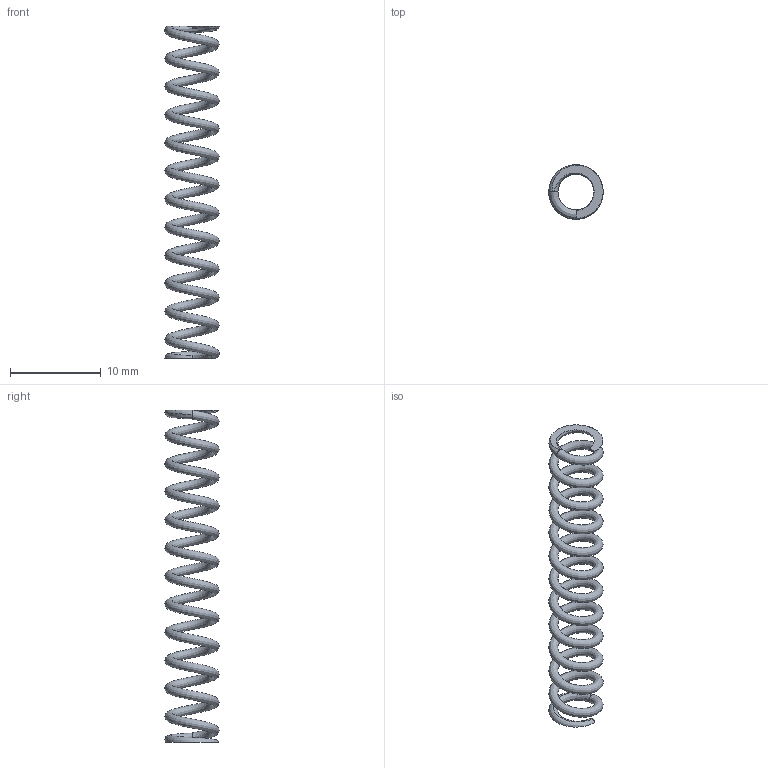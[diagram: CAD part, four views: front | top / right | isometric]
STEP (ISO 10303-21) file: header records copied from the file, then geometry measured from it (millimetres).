
FILE_DESCRIPTION(('HOOPS Exchange Step'),'2;1');
FILE_NAME('Ressort.step','2018-12-28T16:24:45+00:00',('SYSTEM'),('Unknown organisation'),'HOOPS Exchange 10.0','HOOPS Exchange','Unknown authorisation');
FILE_SCHEMA( ('AUTOMOTIVE_DESIGN { 1 0 10303 214 1 1 1 1 }') );
Length unit declared in the file: millimetre
Products named in the file (2): Défaut; Ressort
Assembly tree (1 placements, depth 2):
  Ressort
    Défaut
Bounding box: 6 x 6 x 36.67 mm (x, y, z)
Volume: 153.6 mm3; surface area: 636.8 mm2
Topology: 1 solids, 1 shells, 9 faces, 17 edges, 10 vertices
Faces by surface type: bspline 5, plane 4
Entity records: 4861 total; most frequent: CARTESIAN_POINT 4678, ORIENTED_EDGE 34, DIRECTION 22, EDGE_CURVE 17, AXIS2_PLACEMENT_3D 10, VERTEX_POINT 10, EDGE_LOOP 9, FACE_BOUND 9
